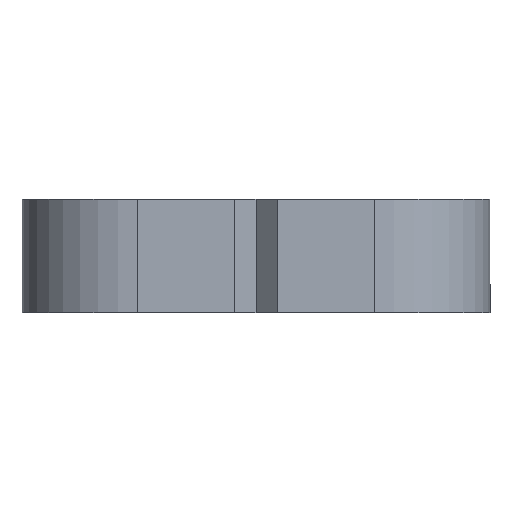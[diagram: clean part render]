
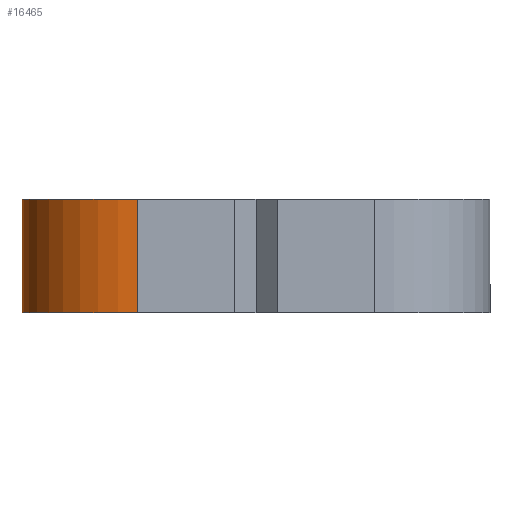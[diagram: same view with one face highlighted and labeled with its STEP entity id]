
A CAD part, left-side view. The second image highlights one B-rep face of the part: STEP entity #16465.
In plain terms, the highlighted cylindrical face has radius 6.2 mm (diameter 12.4 mm), a partial arc.
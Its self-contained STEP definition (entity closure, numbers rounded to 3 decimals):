
#727 = DIRECTION ( 'NONE',  ( 0., 0., 1. ) ) ;
#1345 = ORIENTED_EDGE ( 'NONE', *, *, #10027, .T. ) ;
#1853 = LINE ( 'NONE', #12104, #5758 ) ;
#1965 = CYLINDRICAL_SURFACE ( 'NONE', #16985, 6.2 ) ;
#2157 = AXIS2_PLACEMENT_3D ( 'NONE', #11937, #3149, #13400 ) ;
#2345 = DIRECTION ( 'NONE',  ( 0., 0., -1. ) ) ;
#2615 = EDGE_CURVE ( 'NONE', #4480, #8606, #7692, .T. ) ;
#3149 = DIRECTION ( 'NONE',  ( 0., 0., 1. ) ) ;
#3819 = CARTESIAN_POINT ( 'NONE',  ( -25.4, 6.35, 1. ) ) ;
#4480 = VERTEX_POINT ( 'NONE', #6666 ) ;
#4495 = CARTESIAN_POINT ( 'NONE',  ( -25.4, 12.55, -3.05 ) ) ;
#4687 = CIRCLE ( 'NONE', #2157, 6.2 ) ;
#4823 = DIRECTION ( 'NONE',  ( 0., 0., -1. ) ) ;
#5518 = EDGE_CURVE ( 'NONE', #7028, #18691, #1853, .T. ) ;
#5758 = VECTOR ( 'NONE', #4823, 1000. ) ;
#5774 = VECTOR ( 'NONE', #14641, 1000. ) ;
#6666 = CARTESIAN_POINT ( 'NONE',  ( -25.4, 12.55, 3.05 ) ) ;
#6780 = DIRECTION ( 'NONE',  ( -1., 0., 0. ) ) ;
#7028 = VERTEX_POINT ( 'NONE', #9569 ) ;
#7692 = LINE ( 'NONE', #13145, #5774 ) ;
#8606 = VERTEX_POINT ( 'NONE', #4495 ) ;
#9004 = EDGE_LOOP ( 'NONE', ( #9809, #1345, #11246, #16018 ) ) ;
#9524 = CARTESIAN_POINT ( 'NONE',  ( -25.4, 6.35, -3.05 ) ) ;
#9543 = CIRCLE ( 'NONE', #16423, 6.2 ) ;
#9569 = CARTESIAN_POINT ( 'NONE',  ( -31.6, 6.35, 3.05 ) ) ;
#9809 = ORIENTED_EDGE ( 'NONE', *, *, #2615, .T. ) ;
#10027 = EDGE_CURVE ( 'NONE', #8606, #18691, #9543, .T. ) ;
#10694 = FACE_OUTER_BOUND ( 'NONE', #9004, .T. ) ;
#10938 = EDGE_CURVE ( 'NONE', #4480, #7028, #4687, .T. ) ;
#11003 = DIRECTION ( 'NONE',  ( 1., 0., 0. ) ) ;
#11246 = ORIENTED_EDGE ( 'NONE', *, *, #5518, .F. ) ;
#11937 = CARTESIAN_POINT ( 'NONE',  ( -25.4, 6.35, 3.05 ) ) ;
#12104 = CARTESIAN_POINT ( 'NONE',  ( -31.6, 6.35, 1. ) ) ;
#13145 = CARTESIAN_POINT ( 'NONE',  ( -25.4, 12.55, 1. ) ) ;
#13400 = DIRECTION ( 'NONE',  ( 1., 0., 0. ) ) ;
#14641 = DIRECTION ( 'NONE',  ( 0., 0., -1. ) ) ;
#15896 = CARTESIAN_POINT ( 'NONE',  ( -31.6, 6.35, -3.05 ) ) ;
#16018 = ORIENTED_EDGE ( 'NONE', *, *, #10938, .F. ) ;
#16423 = AXIS2_PLACEMENT_3D ( 'NONE', #9524, #727, #11003 ) ;
#16465 = ADVANCED_FACE ( 'NONE', ( #10694 ), #1965, .T. ) ;
#16985 = AXIS2_PLACEMENT_3D ( 'NONE', #3819, #2345, #6780 ) ;
#18691 = VERTEX_POINT ( 'NONE', #15896 ) ;
